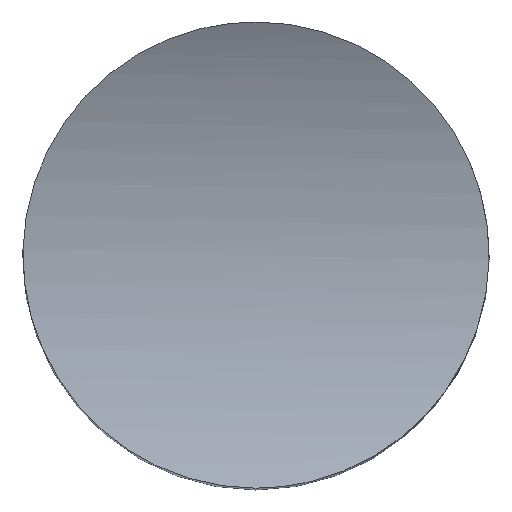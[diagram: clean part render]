
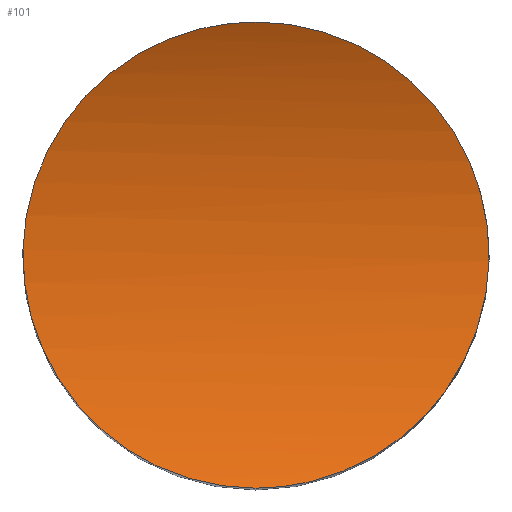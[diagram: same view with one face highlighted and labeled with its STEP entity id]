
A CAD part, top view. The second image highlights one B-rep face of the part: STEP entity #101.
In plain terms, the highlighted cylindrical face has radius 56 mm (diameter 112 mm), a partial arc.
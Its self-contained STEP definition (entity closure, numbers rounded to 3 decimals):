
#21=B_SPLINE_CURVE_WITH_KNOTS('',3,(#187,#188,#189,#190,#191,#192,#193,
#194,#195,#196,#197,#198,#199,#200,#201,#202,#203,#204,#205,#206,#207,#208,
#209,#210,#211,#212,#213,#214,#215,#216,#217,#218,#219,#220,#221,#222,#223,
#224,#225,#226,#227,#228,#229,#230,#231,#232,#233,#234,#235,#236,#237,#238,
#239,#240,#241),.UNSPECIFIED.,.F.,.F.,(4,3,3,3,3,3,3,3,3,3,3,3,3,3,3,3,
3,3,4),(7.653,8.181,8.721,9.227,
9.561,9.707,10.276,10.836,11.366,
11.59,12.132,12.699,13.06,13.318,
13.496,14.078,14.646,15.166,15.306),
 .UNSPECIFIED.);
#22=B_SPLINE_CURVE_WITH_KNOTS('',3,(#243,#244,#245,#246,#247,#248,#249,
#250,#251,#252,#253,#254,#255,#256,#257,#258,#259,#260,#261,#262,#263,#264,
#265,#266,#267,#268,#269,#270,#271,#272,#273,#274,#275,#276,#277,#278,#279,
#280,#281,#282,#283,#284,#285,#286,#287,#288,#289,#290,#291,#292,#293,#294,
#295,#296,#297),.UNSPECIFIED.,.F.,.F.,(4,3,3,3,3,3,3,3,3,3,3,3,3,3,3,3,
3,3,4),(0.,0.528,1.068,1.574,1.908,
2.054,2.623,3.183,3.713,3.938,
4.479,5.047,5.407,5.665,5.843,
6.425,6.993,7.513,7.653),
 .UNSPECIFIED.);
#25=CYLINDRICAL_SURFACE('',#136,56.);
#31=FACE_OUTER_BOUND('',#37,.T.);
#37=EDGE_LOOP('',(#93,#94));
#52=VERTEX_POINT('',#185);
#53=VERTEX_POINT('',#186);
#62=EDGE_CURVE('',#52,#53,#21,.T.);
#64=EDGE_CURVE('',#53,#52,#22,.T.);
#93=ORIENTED_EDGE('',*,*,#62,.F.);
#94=ORIENTED_EDGE('',*,*,#64,.F.);
#101=ADVANCED_FACE('',(#31),#25,.F.);
#136=AXIS2_PLACEMENT_3D('',#307,#169,#170);
#169=DIRECTION('center_axis',(-1.,0.,0.));
#170=DIRECTION('ref_axis',(0.,-0.446,-0.895));
#185=CARTESIAN_POINT('',(0.,-25.,-19.11));
#186=CARTESIAN_POINT('',(0.,25.,-19.11));
#187=CARTESIAN_POINT('Ctrl Pts',(0.,-25.,-19.11));
#188=CARTESIAN_POINT('Ctrl Pts',(-1.759,-25.,-19.11));
#189=CARTESIAN_POINT('Ctrl Pts',(-3.573,-24.811,-19.206));
#190=CARTESIAN_POINT('Ctrl Pts',(-5.359,-24.419,-19.396));
#191=CARTESIAN_POINT('Ctrl Pts',(-7.189,-24.017,-19.59));
#192=CARTESIAN_POINT('Ctrl Pts',(-8.989,-23.403,-19.883));
#193=CARTESIAN_POINT('Ctrl Pts',(-10.684,-22.602,-20.236));
#194=CARTESIAN_POINT('Ctrl Pts',(-12.272,-21.851,-20.567));
#195=CARTESIAN_POINT('Ctrl Pts',(-13.77,-20.936,-20.951));
#196=CARTESIAN_POINT('Ctrl Pts',(-15.13,-19.902,-21.344));
#197=CARTESIAN_POINT('Ctrl Pts',(-16.026,-19.221,-21.603));
#198=CARTESIAN_POINT('Ctrl Pts',(-16.862,-18.489,-21.866));
#199=CARTESIAN_POINT('Ctrl Pts',(-17.63,-17.726,-22.121));
#200=CARTESIAN_POINT('Ctrl Pts',(-17.966,-17.391,-22.232));
#201=CARTESIAN_POINT('Ctrl Pts',(-18.295,-17.045,-22.344));
#202=CARTESIAN_POINT('Ctrl Pts',(-18.618,-16.685,-22.457));
#203=CARTESIAN_POINT('Ctrl Pts',(-19.875,-15.282,-22.895));
#204=CARTESIAN_POINT('Ctrl Pts',(-21.015,-13.685,-23.331));
#205=CARTESIAN_POINT('Ctrl Pts',(-21.957,-11.953,-23.709));
#206=CARTESIAN_POINT('Ctrl Pts',(-22.885,-10.25,-24.082));
#207=CARTESIAN_POINT('Ctrl Pts',(-23.621,-8.418,-24.396));
#208=CARTESIAN_POINT('Ctrl Pts',(-24.131,-6.534,-24.617));
#209=CARTESIAN_POINT('Ctrl Pts',(-24.614,-4.752,-24.827));
#210=CARTESIAN_POINT('Ctrl Pts',(-24.893,-2.925,-24.952));
#211=CARTESIAN_POINT('Ctrl Pts',(-24.974,-1.138,-24.988));
#212=CARTESIAN_POINT('Ctrl Pts',(-25.009,-0.381,-25.004));
#213=CARTESIAN_POINT('Ctrl Pts',(-25.009,0.362,-25.004));
#214=CARTESIAN_POINT('Ctrl Pts',(-24.975,1.118,-24.989));
#215=CARTESIAN_POINT('Ctrl Pts',(-24.893,2.945,-24.952));
#216=CARTESIAN_POINT('Ctrl Pts',(-24.605,4.814,-24.823));
#217=CARTESIAN_POINT('Ctrl Pts',(-24.104,6.634,-24.606));
#218=CARTESIAN_POINT('Ctrl Pts',(-23.579,8.54,-24.378));
#219=CARTESIAN_POINT('Ctrl Pts',(-22.823,10.391,-24.056));
#220=CARTESIAN_POINT('Ctrl Pts',(-21.872,12.108,-23.675));
#221=CARTESIAN_POINT('Ctrl Pts',(-21.268,13.199,-23.434));
#222=CARTESIAN_POINT('Ctrl Pts',(-20.587,14.236,-23.169));
#223=CARTESIAN_POINT('Ctrl Pts',(-19.846,15.203,-22.897));
#224=CARTESIAN_POINT('Ctrl Pts',(-19.317,15.894,-22.702));
#225=CARTESIAN_POINT('Ctrl Pts',(-18.757,16.549,-22.503));
#226=CARTESIAN_POINT('Ctrl Pts',(-18.177,17.164,-22.305));
#227=CARTESIAN_POINT('Ctrl Pts',(-17.777,17.588,-22.168));
#228=CARTESIAN_POINT('Ctrl Pts',(-17.369,17.991,-22.033));
#229=CARTESIAN_POINT('Ctrl Pts',(-16.938,18.387,-21.895));
#230=CARTESIAN_POINT('Ctrl Pts',(-15.529,19.685,-21.444));
#231=CARTESIAN_POINT('Ctrl Pts',(-13.916,20.866,-20.978));
#232=CARTESIAN_POINT('Ctrl Pts',(-12.161,21.843,-20.564));
#233=CARTESIAN_POINT('Ctrl Pts',(-10.447,22.797,-20.16));
#234=CARTESIAN_POINT('Ctrl Pts',(-8.6,23.557,-19.807));
#235=CARTESIAN_POINT('Ctrl Pts',(-6.696,24.087,-19.555));
#236=CARTESIAN_POINT('Ctrl Pts',(-4.954,24.571,-19.325));
#237=CARTESIAN_POINT('Ctrl Pts',(-3.167,24.861,-19.179));
#238=CARTESIAN_POINT('Ctrl Pts',(-1.411,24.96,-19.13));
#239=CARTESIAN_POINT('Ctrl Pts',(-0.937,24.987,-19.116));
#240=CARTESIAN_POINT('Ctrl Pts',(-0.467,25.,-19.11));
#241=CARTESIAN_POINT('Ctrl Pts',(0.,25.,-19.11));
#243=CARTESIAN_POINT('Ctrl Pts',(0.,25.,-19.11));
#244=CARTESIAN_POINT('Ctrl Pts',(1.759,25.,-19.11));
#245=CARTESIAN_POINT('Ctrl Pts',(3.573,24.811,-19.206));
#246=CARTESIAN_POINT('Ctrl Pts',(5.359,24.419,-19.396));
#247=CARTESIAN_POINT('Ctrl Pts',(7.189,24.017,-19.59));
#248=CARTESIAN_POINT('Ctrl Pts',(8.989,23.403,-19.883));
#249=CARTESIAN_POINT('Ctrl Pts',(10.684,22.602,-20.236));
#250=CARTESIAN_POINT('Ctrl Pts',(12.272,21.851,-20.567));
#251=CARTESIAN_POINT('Ctrl Pts',(13.77,20.936,-20.951));
#252=CARTESIAN_POINT('Ctrl Pts',(15.13,19.902,-21.344));
#253=CARTESIAN_POINT('Ctrl Pts',(16.026,19.221,-21.603));
#254=CARTESIAN_POINT('Ctrl Pts',(16.862,18.489,-21.866));
#255=CARTESIAN_POINT('Ctrl Pts',(17.63,17.726,-22.121));
#256=CARTESIAN_POINT('Ctrl Pts',(17.966,17.391,-22.232));
#257=CARTESIAN_POINT('Ctrl Pts',(18.295,17.045,-22.344));
#258=CARTESIAN_POINT('Ctrl Pts',(18.618,16.685,-22.457));
#259=CARTESIAN_POINT('Ctrl Pts',(19.875,15.282,-22.895));
#260=CARTESIAN_POINT('Ctrl Pts',(21.015,13.685,-23.331));
#261=CARTESIAN_POINT('Ctrl Pts',(21.957,11.953,-23.709));
#262=CARTESIAN_POINT('Ctrl Pts',(22.885,10.25,-24.082));
#263=CARTESIAN_POINT('Ctrl Pts',(23.621,8.418,-24.396));
#264=CARTESIAN_POINT('Ctrl Pts',(24.131,6.534,-24.617));
#265=CARTESIAN_POINT('Ctrl Pts',(24.614,4.752,-24.827));
#266=CARTESIAN_POINT('Ctrl Pts',(24.893,2.925,-24.952));
#267=CARTESIAN_POINT('Ctrl Pts',(24.974,1.138,-24.988));
#268=CARTESIAN_POINT('Ctrl Pts',(25.009,0.381,-25.004));
#269=CARTESIAN_POINT('Ctrl Pts',(25.009,-0.362,-25.004));
#270=CARTESIAN_POINT('Ctrl Pts',(24.975,-1.118,-24.989));
#271=CARTESIAN_POINT('Ctrl Pts',(24.893,-2.945,-24.952));
#272=CARTESIAN_POINT('Ctrl Pts',(24.605,-4.814,-24.823));
#273=CARTESIAN_POINT('Ctrl Pts',(24.104,-6.634,-24.606));
#274=CARTESIAN_POINT('Ctrl Pts',(23.579,-8.54,-24.378));
#275=CARTESIAN_POINT('Ctrl Pts',(22.823,-10.391,-24.056));
#276=CARTESIAN_POINT('Ctrl Pts',(21.872,-12.108,-23.675));
#277=CARTESIAN_POINT('Ctrl Pts',(21.268,-13.199,-23.434));
#278=CARTESIAN_POINT('Ctrl Pts',(20.587,-14.236,-23.169));
#279=CARTESIAN_POINT('Ctrl Pts',(19.846,-15.203,-22.897));
#280=CARTESIAN_POINT('Ctrl Pts',(19.317,-15.894,-22.702));
#281=CARTESIAN_POINT('Ctrl Pts',(18.757,-16.549,-22.503));
#282=CARTESIAN_POINT('Ctrl Pts',(18.177,-17.164,-22.305));
#283=CARTESIAN_POINT('Ctrl Pts',(17.777,-17.588,-22.168));
#284=CARTESIAN_POINT('Ctrl Pts',(17.369,-17.991,-22.033));
#285=CARTESIAN_POINT('Ctrl Pts',(16.938,-18.387,-21.895));
#286=CARTESIAN_POINT('Ctrl Pts',(15.529,-19.685,-21.444));
#287=CARTESIAN_POINT('Ctrl Pts',(13.916,-20.866,-20.978));
#288=CARTESIAN_POINT('Ctrl Pts',(12.161,-21.843,-20.564));
#289=CARTESIAN_POINT('Ctrl Pts',(10.447,-22.797,-20.16));
#290=CARTESIAN_POINT('Ctrl Pts',(8.6,-23.557,-19.807));
#291=CARTESIAN_POINT('Ctrl Pts',(6.696,-24.087,-19.555));
#292=CARTESIAN_POINT('Ctrl Pts',(4.954,-24.571,-19.325));
#293=CARTESIAN_POINT('Ctrl Pts',(3.167,-24.861,-19.179));
#294=CARTESIAN_POINT('Ctrl Pts',(1.411,-24.96,-19.13));
#295=CARTESIAN_POINT('Ctrl Pts',(0.937,-24.987,-19.116));
#296=CARTESIAN_POINT('Ctrl Pts',(0.467,-25.,-19.11));
#297=CARTESIAN_POINT('Ctrl Pts',(0.,-25.,-19.11));
#307=CARTESIAN_POINT('Origin',(0.,0.,31.));
